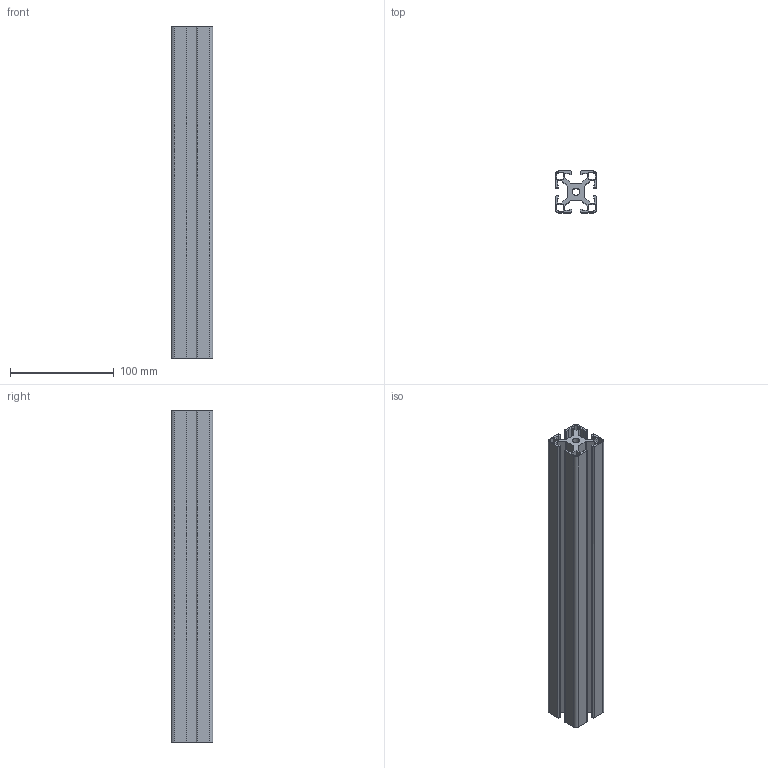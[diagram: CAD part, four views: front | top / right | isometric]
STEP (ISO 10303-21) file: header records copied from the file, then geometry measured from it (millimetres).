
FILE_DESCRIPTION((''),'2;1');
FILE_NAME('OBMP-BA-H-1040','2023-10-06T17:23:52',('ccha425'),('Department of Mechanical Engineering, The University of Auckland'),'CREO PARAMETRIC BY PTC INC, 2017260','CREO PARAMETRIC BY PTC INC, 2017260','');
FILE_SCHEMA(('CONFIG_CONTROL_DESIGN'));
Length unit declared in the file: millimetre
Products named in the file (1): OBMP-BA-H-1040
Bounding box: 40 x 40 x 320 mm (x, y, z)
Volume: 190989.7 mm3; surface area: 150076.8 mm2
Topology: 1 solids, 1 shells, 112 faces, 330 edges, 220 vertices
Faces by surface type: plane 78, cylinder 34
Entity records: 3786 total; most frequent: CARTESIAN_POINT 692, ORIENTED_EDGE 660, DIRECTION 606, EDGE_CURVE 330, VECTOR 262, LINE 262, VERTEX_POINT 220, AXIS2_PLACEMENT_3D 172
